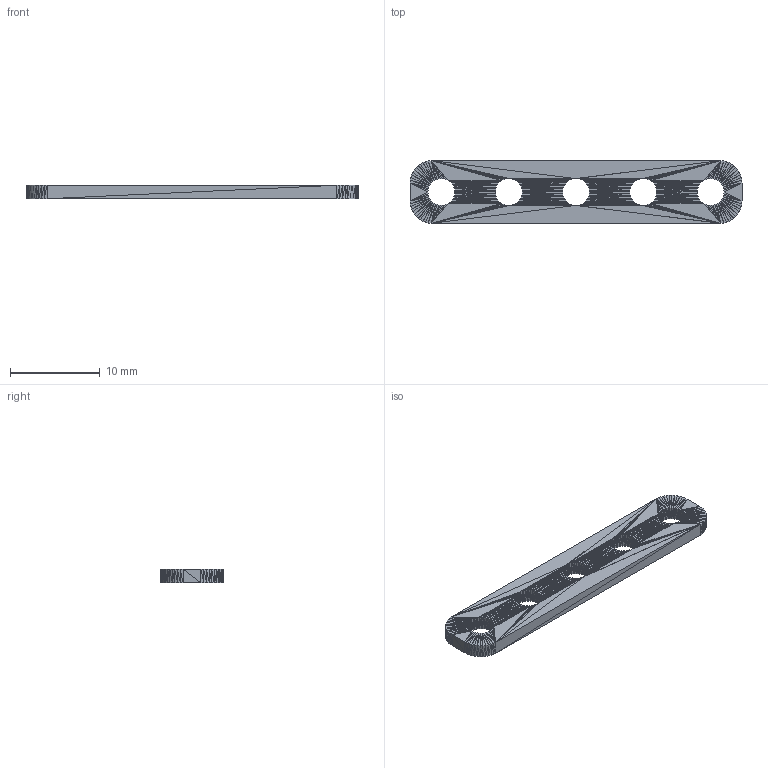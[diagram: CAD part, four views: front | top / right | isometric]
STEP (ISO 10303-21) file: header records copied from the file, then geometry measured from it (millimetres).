
FILE_DESCRIPTION(('FreeCAD Model'),'2;1');
FILE_NAME('Open CASCADE Shape Model','2023-03-17T02:04:29',('FreeCAD'),( 'FreeCAD'),'Open CASCADE STEP processor 7.6','FreeCAD','Unknown');
FILE_SCHEMA(('AUTOMOTIVE_DESIGN { 1 0 10303 214 1 1 1 1 }'));
Length unit declared in the file: millimetre
Products named in the file (1): Open CASCADE STEP translator 7.6 1
Bounding box: 37 x 6.99 x 1.5 mm (x, y, z)
Volume: 327 mm3; surface area: 632.2 mm2
Topology: 1 solids, 1 shells, 1224 faces, 1836 edges, 604 vertices
Faces by surface type: plane 1224
Entity records: 47738 total; most frequent: DIRECTION 7958, CARTESIAN_POINT 7337, LINE 5508, VECTOR 5508, ORIENTED_EDGE 3672, PCURVE 3672, DEFINITIONAL_REPRESENTATION 3672, EDGE_CURVE 1836
